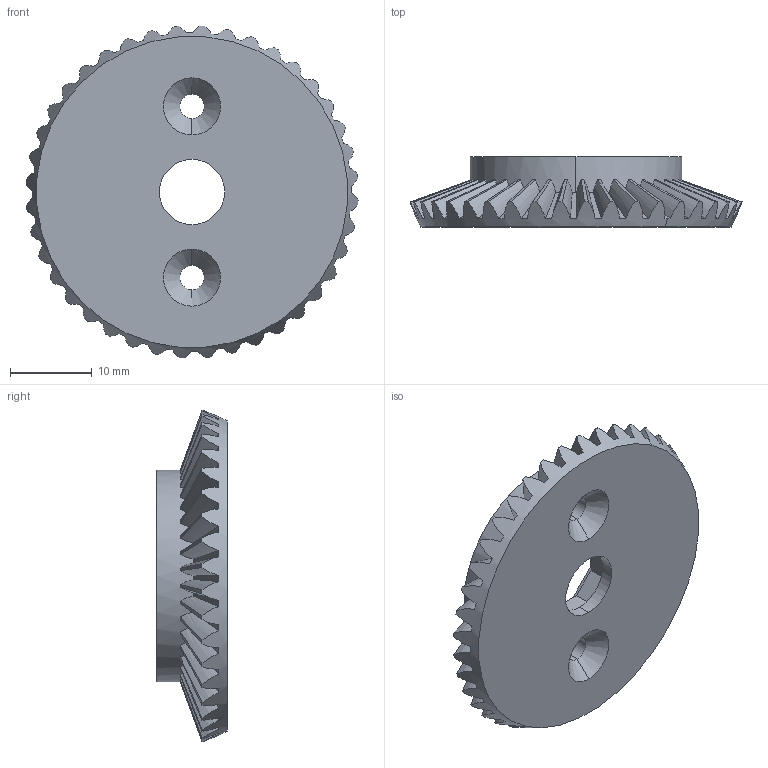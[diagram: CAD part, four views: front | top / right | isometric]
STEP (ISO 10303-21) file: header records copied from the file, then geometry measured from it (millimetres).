
FILE_DESCRIPTION(('STEP AP214'),'1');
FILE_NAME('Drive Gear.stp','2013-09-17T19:27:03',(' '),(' '),'Spatial InterOp 3D',' ',' ');
FILE_SCHEMA(('automotive_design'));
Length unit declared in the file: millimetre
Products named in the file (2): Drive Gear; Bevel-Gear-Part2_E1016S40_Mekanex_E1016S40_Mekanex
Assembly tree (1 placements, depth 2):
  Drive Gear
    Bevel-Gear-Part2_E1016S40_Mekanex_E1016S40_Mekanex
Bounding box: 40.72 x 8.6 x 40.72 mm (x, y, z)
Volume: 4925.3 mm3; surface area: 4248.9 mm2
Topology: 1 solids, 1 shells, 203 faces, 598 edges, 398 vertices
Faces by surface type: bspline 80, plane 69, cone 46, cylinder 8
Entity records: 12479 total; most frequent: CARTESIAN_POINT 6087, ORIENTED_EDGE 1196, DIRECTION 710, EDGE_CURVE 598, VERTEX_POINT 398, AXIS2_PLACEMENT_3D 269, B_SPLINE_CURVE_WITH_KNOTS 240, EDGE_LOOP 210
